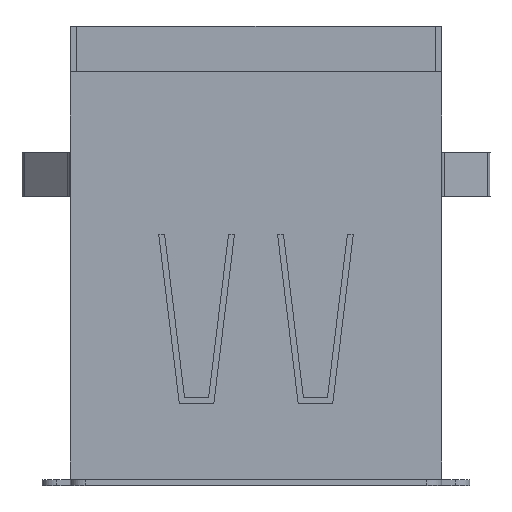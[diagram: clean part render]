
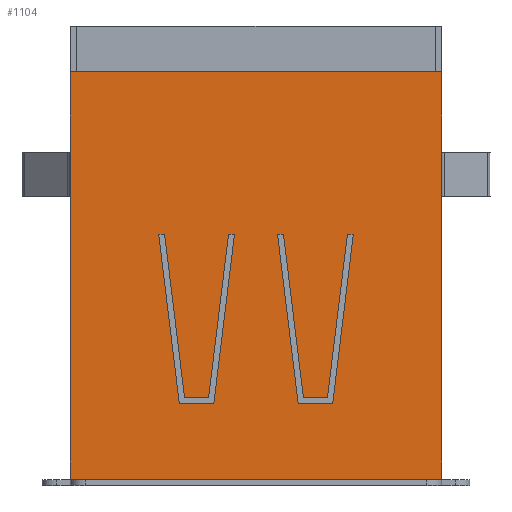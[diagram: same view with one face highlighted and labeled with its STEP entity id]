
A CAD part, top view. The second image highlights one B-rep face of the part: STEP entity #1104.
In plain terms, the highlighted planar face has unit normal (0, 0, 1).
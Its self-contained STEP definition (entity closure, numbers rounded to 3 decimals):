
#566 = VERTEX_POINT('',#567);
#567 = CARTESIAN_POINT('',(9.75,-13.06,6.71));
#573 = EDGE_CURVE('',#566,#574,#576,.T.);
#574 = VERTEX_POINT('',#575);
#575 = CARTESIAN_POINT('',(9.75,-12.26,6.71));
#576 = LINE('',#577,#578);
#577 = CARTESIAN_POINT('',(9.75,-13.06,6.71));
#578 = VECTOR('',#579,1.);
#579 = DIRECTION('',(0.,1.,0.));
#581 = EDGE_CURVE('',#574,#582,#584,.T.);
#582 = VERTEX_POINT('',#583);
#583 = CARTESIAN_POINT('',(9.75,0.66,6.71));
#584 = LINE('',#585,#586);
#585 = CARTESIAN_POINT('',(9.75,-13.06,6.71));
#586 = VECTOR('',#587,1.);
#587 = DIRECTION('',(0.,1.,0.));
#1104 = ADVANCED_FACE('',(#1105,#1139,#1213),#1287,.T.);
#1105 = FACE_BOUND('',#1106,.T.);
#1106 = EDGE_LOOP('',(#1107,#1115,#1123,#1131,#1137,#1138));
#1107 = ORIENTED_EDGE('',*,*,#1108,.F.);
#1108 = EDGE_CURVE('',#1109,#582,#1111,.T.);
#1109 = VERTEX_POINT('',#1110);
#1110 = CARTESIAN_POINT('',(-2.75,0.66,6.71));
#1111 = LINE('',#1112,#1113);
#1112 = CARTESIAN_POINT('',(-2.75,0.66,6.71));
#1113 = VECTOR('',#1114,1.);
#1114 = DIRECTION('',(1.,0.,0.));
#1115 = ORIENTED_EDGE('',*,*,#1116,.T.);
#1116 = EDGE_CURVE('',#1109,#1117,#1119,.T.);
#1117 = VERTEX_POINT('',#1118);
#1118 = CARTESIAN_POINT('',(-2.75,-12.26,6.71));
#1119 = LINE('',#1120,#1121);
#1120 = CARTESIAN_POINT('',(-2.75,2.2,6.71));
#1121 = VECTOR('',#1122,1.);
#1122 = DIRECTION('',(0.,-1.,0.));
#1123 = ORIENTED_EDGE('',*,*,#1124,.T.);
#1124 = EDGE_CURVE('',#1117,#1125,#1127,.T.);
#1125 = VERTEX_POINT('',#1126);
#1126 = CARTESIAN_POINT('',(-2.75,-13.06,6.71));
#1127 = LINE('',#1128,#1129);
#1128 = CARTESIAN_POINT('',(-2.75,2.2,6.71));
#1129 = VECTOR('',#1130,1.);
#1130 = DIRECTION('',(0.,-1.,0.));
#1131 = ORIENTED_EDGE('',*,*,#1132,.T.);
#1132 = EDGE_CURVE('',#1125,#566,#1133,.T.);
#1133 = LINE('',#1134,#1135);
#1134 = CARTESIAN_POINT('',(-2.75,-13.06,6.71));
#1135 = VECTOR('',#1136,1.);
#1136 = DIRECTION('',(1.,0.,0.));
#1137 = ORIENTED_EDGE('',*,*,#573,.T.);
#1138 = ORIENTED_EDGE('',*,*,#581,.T.);
#1139 = FACE_BOUND('',#1140,.T.);
#1140 = EDGE_LOOP('',(#1141,#1151,#1159,#1167,#1175,#1183,#1191,#1199,
    #1207));
#1141 = ORIENTED_EDGE('',*,*,#1142,.T.);
#1142 = EDGE_CURVE('',#1143,#1145,#1147,.T.);
#1143 = VERTEX_POINT('',#1144);
#1144 = CARTESIAN_POINT('',(6.575,-4.8,6.71));
#1145 = VERTEX_POINT('',#1146);
#1146 = CARTESIAN_POINT('',(6.775,-4.8,6.71));
#1147 = LINE('',#1148,#1149);
#1148 = CARTESIAN_POINT('',(6.575,-4.8,6.71));
#1149 = VECTOR('',#1150,1.);
#1150 = DIRECTION('',(1.,0.,0.));
#1151 = ORIENTED_EDGE('',*,*,#1152,.T.);
#1152 = EDGE_CURVE('',#1145,#1153,#1155,.T.);
#1153 = VERTEX_POINT('',#1154);
#1154 = CARTESIAN_POINT('',(6.081,-10.5,6.71));
#1155 = LINE('',#1156,#1157);
#1156 = CARTESIAN_POINT('',(6.775,-4.8,6.71));
#1157 = VECTOR('',#1158,1.);
#1158 = DIRECTION('',(-0.121,-0.993,0.));
#1159 = ORIENTED_EDGE('',*,*,#1160,.T.);
#1160 = EDGE_CURVE('',#1153,#1161,#1163,.T.);
#1161 = VERTEX_POINT('',#1162);
#1162 = CARTESIAN_POINT('',(5.5,-10.5,6.71));
#1163 = LINE('',#1164,#1165);
#1164 = CARTESIAN_POINT('',(6.081,-10.5,6.71));
#1165 = VECTOR('',#1166,1.);
#1166 = DIRECTION('',(-1.,0.,0.));
#1167 = ORIENTED_EDGE('',*,*,#1168,.T.);
#1168 = EDGE_CURVE('',#1161,#1169,#1171,.T.);
#1169 = VERTEX_POINT('',#1170);
#1170 = CARTESIAN_POINT('',(4.919,-10.5,6.71));
#1171 = LINE('',#1172,#1173);
#1172 = CARTESIAN_POINT('',(5.5,-10.5,6.71));
#1173 = VECTOR('',#1174,1.);
#1174 = DIRECTION('',(-1.,0.,0.));
#1175 = ORIENTED_EDGE('',*,*,#1176,.T.);
#1176 = EDGE_CURVE('',#1169,#1177,#1179,.T.);
#1177 = VERTEX_POINT('',#1178);
#1178 = CARTESIAN_POINT('',(4.225,-4.8,6.71));
#1179 = LINE('',#1180,#1181);
#1180 = CARTESIAN_POINT('',(4.919,-10.5,6.71));
#1181 = VECTOR('',#1182,1.);
#1182 = DIRECTION('',(-0.121,0.993,0.));
#1183 = ORIENTED_EDGE('',*,*,#1184,.T.);
#1184 = EDGE_CURVE('',#1177,#1185,#1187,.T.);
#1185 = VERTEX_POINT('',#1186);
#1186 = CARTESIAN_POINT('',(4.425,-4.8,6.71));
#1187 = LINE('',#1188,#1189);
#1188 = CARTESIAN_POINT('',(4.225,-4.8,6.71));
#1189 = VECTOR('',#1190,1.);
#1190 = DIRECTION('',(1.,0.,0.));
#1191 = ORIENTED_EDGE('',*,*,#1192,.T.);
#1192 = EDGE_CURVE('',#1185,#1193,#1195,.T.);
#1193 = VERTEX_POINT('',#1194);
#1194 = CARTESIAN_POINT('',(5.095,-10.3,6.71));
#1195 = LINE('',#1196,#1197);
#1196 = CARTESIAN_POINT('',(4.425,-4.8,6.71));
#1197 = VECTOR('',#1198,1.);
#1198 = DIRECTION('',(0.121,-0.993,0.));
#1199 = ORIENTED_EDGE('',*,*,#1200,.T.);
#1200 = EDGE_CURVE('',#1193,#1201,#1203,.T.);
#1201 = VERTEX_POINT('',#1202);
#1202 = CARTESIAN_POINT('',(5.905,-10.3,6.71));
#1203 = LINE('',#1204,#1205);
#1204 = CARTESIAN_POINT('',(5.095,-10.3,6.71));
#1205 = VECTOR('',#1206,1.);
#1206 = DIRECTION('',(1.,0.,0.));
#1207 = ORIENTED_EDGE('',*,*,#1208,.T.);
#1208 = EDGE_CURVE('',#1201,#1143,#1209,.T.);
#1209 = LINE('',#1210,#1211);
#1210 = CARTESIAN_POINT('',(5.905,-10.3,6.71));
#1211 = VECTOR('',#1212,1.);
#1212 = DIRECTION('',(0.121,0.993,0.));
#1213 = FACE_BOUND('',#1214,.T.);
#1214 = EDGE_LOOP('',(#1215,#1225,#1233,#1241,#1249,#1257,#1265,#1273,
    #1281));
#1215 = ORIENTED_EDGE('',*,*,#1216,.T.);
#1216 = EDGE_CURVE('',#1217,#1219,#1221,.T.);
#1217 = VERTEX_POINT('',#1218);
#1218 = CARTESIAN_POINT('',(2.575,-4.8,6.71));
#1219 = VERTEX_POINT('',#1220);
#1220 = CARTESIAN_POINT('',(2.775,-4.8,6.71));
#1221 = LINE('',#1222,#1223);
#1222 = CARTESIAN_POINT('',(2.575,-4.8,6.71));
#1223 = VECTOR('',#1224,1.);
#1224 = DIRECTION('',(1.,0.,0.));
#1225 = ORIENTED_EDGE('',*,*,#1226,.T.);
#1226 = EDGE_CURVE('',#1219,#1227,#1229,.T.);
#1227 = VERTEX_POINT('',#1228);
#1228 = CARTESIAN_POINT('',(2.081,-10.5,6.71));
#1229 = LINE('',#1230,#1231);
#1230 = CARTESIAN_POINT('',(2.775,-4.8,6.71));
#1231 = VECTOR('',#1232,1.);
#1232 = DIRECTION('',(-0.121,-0.993,0.));
#1233 = ORIENTED_EDGE('',*,*,#1234,.T.);
#1234 = EDGE_CURVE('',#1227,#1235,#1237,.T.);
#1235 = VERTEX_POINT('',#1236);
#1236 = CARTESIAN_POINT('',(1.5,-10.5,6.71));
#1237 = LINE('',#1238,#1239);
#1238 = CARTESIAN_POINT('',(2.081,-10.5,6.71));
#1239 = VECTOR('',#1240,1.);
#1240 = DIRECTION('',(-1.,0.,0.));
#1241 = ORIENTED_EDGE('',*,*,#1242,.T.);
#1242 = EDGE_CURVE('',#1235,#1243,#1245,.T.);
#1243 = VERTEX_POINT('',#1244);
#1244 = CARTESIAN_POINT('',(0.919,-10.5,6.71));
#1245 = LINE('',#1246,#1247);
#1246 = CARTESIAN_POINT('',(1.5,-10.5,6.71));
#1247 = VECTOR('',#1248,1.);
#1248 = DIRECTION('',(-1.,0.,0.));
#1249 = ORIENTED_EDGE('',*,*,#1250,.T.);
#1250 = EDGE_CURVE('',#1243,#1251,#1253,.T.);
#1251 = VERTEX_POINT('',#1252);
#1252 = CARTESIAN_POINT('',(0.225,-4.8,6.71));
#1253 = LINE('',#1254,#1255);
#1254 = CARTESIAN_POINT('',(0.919,-10.5,6.71));
#1255 = VECTOR('',#1256,1.);
#1256 = DIRECTION('',(-0.121,0.993,0.));
#1257 = ORIENTED_EDGE('',*,*,#1258,.T.);
#1258 = EDGE_CURVE('',#1251,#1259,#1261,.T.);
#1259 = VERTEX_POINT('',#1260);
#1260 = CARTESIAN_POINT('',(0.425,-4.8,6.71));
#1261 = LINE('',#1262,#1263);
#1262 = CARTESIAN_POINT('',(0.225,-4.8,6.71));
#1263 = VECTOR('',#1264,1.);
#1264 = DIRECTION('',(1.,0.,0.));
#1265 = ORIENTED_EDGE('',*,*,#1266,.T.);
#1266 = EDGE_CURVE('',#1259,#1267,#1269,.T.);
#1267 = VERTEX_POINT('',#1268);
#1268 = CARTESIAN_POINT('',(1.095,-10.3,6.71));
#1269 = LINE('',#1270,#1271);
#1270 = CARTESIAN_POINT('',(0.425,-4.8,6.71));
#1271 = VECTOR('',#1272,1.);
#1272 = DIRECTION('',(0.121,-0.993,0.));
#1273 = ORIENTED_EDGE('',*,*,#1274,.T.);
#1274 = EDGE_CURVE('',#1267,#1275,#1277,.T.);
#1275 = VERTEX_POINT('',#1276);
#1276 = CARTESIAN_POINT('',(1.905,-10.3,6.71));
#1277 = LINE('',#1278,#1279);
#1278 = CARTESIAN_POINT('',(1.095,-10.3,6.71));
#1279 = VECTOR('',#1280,1.);
#1280 = DIRECTION('',(1.,0.,0.));
#1281 = ORIENTED_EDGE('',*,*,#1282,.T.);
#1282 = EDGE_CURVE('',#1275,#1217,#1283,.T.);
#1283 = LINE('',#1284,#1285);
#1284 = CARTESIAN_POINT('',(1.905,-10.3,6.71));
#1285 = VECTOR('',#1286,1.);
#1286 = DIRECTION('',(0.121,0.993,0.));
#1287 = PLANE('',#1288);
#1288 = AXIS2_PLACEMENT_3D('',#1289,#1290,#1291);
#1289 = CARTESIAN_POINT('',(3.5,-5.43,6.71));
#1290 = DIRECTION('',(0.,0.,1.));
#1291 = DIRECTION('',(0.,-1.,0.));
